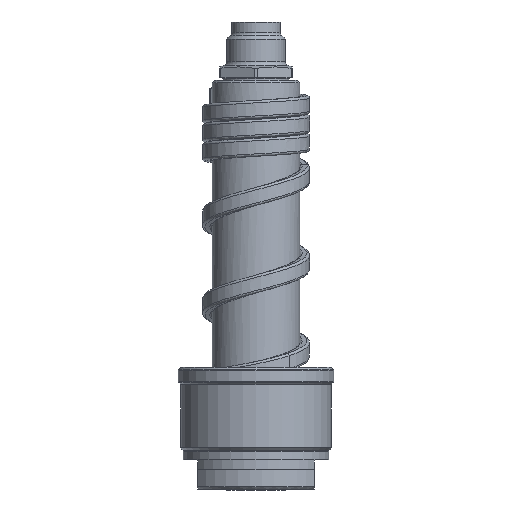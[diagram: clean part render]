
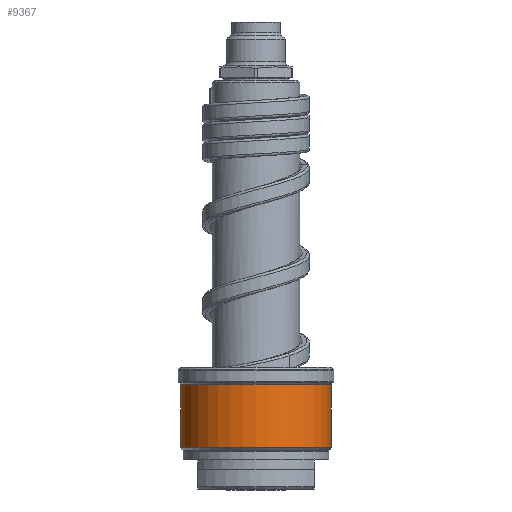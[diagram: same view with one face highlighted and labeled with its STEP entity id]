
A CAD part, front view. The second image highlights one B-rep face of the part: STEP entity #9367.
In plain terms, the highlighted cylindrical face has radius 15.5 mm (diameter 31 mm), a partial arc.
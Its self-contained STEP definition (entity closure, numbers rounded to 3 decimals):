
#2169=CARTESIAN_POINT('',(0.,0.,8.583));
#2170=DIRECTION('',(0.,0.,1.));
#2171=DIRECTION('',(-1.,0.,0.));
#2172=AXIS2_PLACEMENT_3D('',#2169,#2170,#2171);
#2174=DIRECTION('',(0.,0.,-1.));
#2175=VECTOR('',#2174,12.835);
#2176=CARTESIAN_POINT('',(-15.5,0.,21.417));
#2177=LINE('',#2176,#2175);
#2178=CARTESIAN_POINT('',(0.,0.,21.417));
#2179=DIRECTION('',(0.,0.,1.));
#2180=DIRECTION('',(-1.,0.,0.));
#2181=AXIS2_PLACEMENT_3D('',#2178,#2179,#2180);
#2183=DIRECTION('',(0.,0.,-1.));
#2184=VECTOR('',#2183,12.835);
#2185=CARTESIAN_POINT('',(15.5,0.,21.417));
#2186=LINE('',#2185,#2184);
#6356=CARTESIAN_POINT('',(15.5,0.,21.417));
#6357=CARTESIAN_POINT('',(-15.5,0.,21.417));
#6358=VERTEX_POINT('',#6356);
#6359=VERTEX_POINT('',#6357);
#6382=CARTESIAN_POINT('',(15.5,0.,8.583));
#6383=VERTEX_POINT('',#6382);
#6384=CARTESIAN_POINT('',(-15.5,0.,8.583));
#6385=VERTEX_POINT('',#6384);
#9355=CARTESIAN_POINT('',(0.,0.,7.15));
#9356=DIRECTION('',(0.,0.,1.));
#9357=DIRECTION('',(-1.,0.,0.));
#9358=AXIS2_PLACEMENT_3D('',#9355,#9356,#9357);
#9359=CYLINDRICAL_SURFACE('',#9358,15.5);
#9360=ORIENTED_EDGE('',*,*,#9327,.F.);
#9361=ORIENTED_EDGE('',*,*,#9345,.F.);
#9363=ORIENTED_EDGE('',*,*,#9362,.T.);
#9364=ORIENTED_EDGE('',*,*,#9341,.T.);
#9365=EDGE_LOOP('',(#9360,#9361,#9363,#9364));
#9366=FACE_OUTER_BOUND('',#9365,.F.);
#2173=CIRCLE('',#2172,15.5);
#2182=CIRCLE('',#2181,15.5);
#9327=EDGE_CURVE('',#6385,#6383,#2173,.T.);
#9341=EDGE_CURVE('',#6358,#6383,#2186,.T.);
#9345=EDGE_CURVE('',#6359,#6385,#2177,.T.);
#9362=EDGE_CURVE('',#6359,#6358,#2182,.T.);
#9367=ADVANCED_FACE('',(#9366),#9359,.T.);
